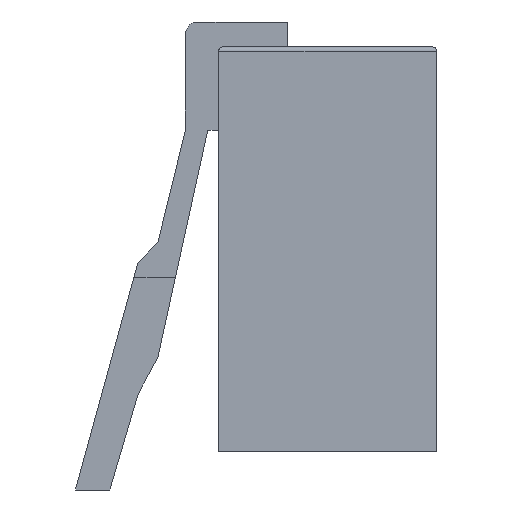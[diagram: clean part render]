
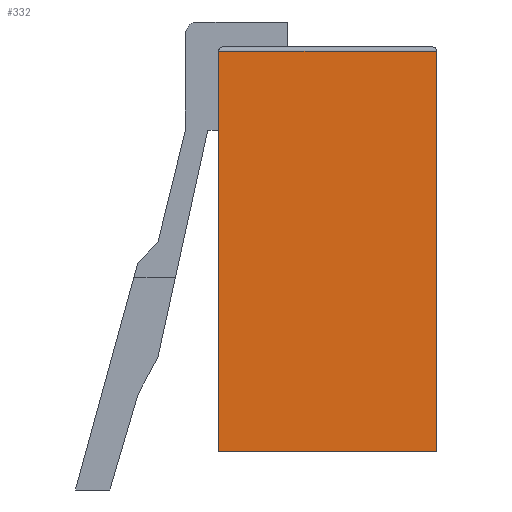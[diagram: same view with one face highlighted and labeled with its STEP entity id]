
A CAD part, left-side view. The second image highlights one B-rep face of the part: STEP entity #332.
In plain terms, the highlighted planar face has unit normal (-1, 0, 0).
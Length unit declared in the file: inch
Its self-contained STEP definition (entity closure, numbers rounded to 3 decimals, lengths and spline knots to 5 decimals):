
#69 = EDGE_LOOP ( 'NONE', ( #299, #321, #4432, #4431 ) ) ;
#299 = ORIENTED_EDGE ( 'NONE', *, *, #3933, .F. ) ;
#320 = EDGE_CURVE ( 'NONE', #3950, #2483, #3780, .T. ) ;
#321 = ORIENTED_EDGE ( 'NONE', *, *, #320, .T. ) ;
#332 = ADVANCED_FACE ( 'NONE', ( #3793 ), #3792, .F. ) ;
#2483 = VERTEX_POINT ( 'NONE', #2713 ) ;
#2488 = VERTEX_POINT ( 'NONE', #2656 ) ;
#2492 = EDGE_CURVE ( 'NONE', #2483, #2488, #2655, .T. ) ;
#2652 = DIRECTION ( 'NONE',  ( 0., 0., -1. ) ) ;
#2653 = VECTOR ( 'NONE', #2652, 39.37008 ) ;
#2654 = CARTESIAN_POINT ( 'NONE',  ( -0.1895, 0.131, 0.243 ) ) ;
#2655 = LINE ( 'NONE', #2654, #2653 ) ;
#2656 = CARTESIAN_POINT ( 'NONE',  ( -0.1895, 0.131, -0.243 ) ) ;
#2713 = CARTESIAN_POINT ( 'NONE',  ( -0.1895, 0.131, 0.238 ) ) ;
#2984 = DIRECTION ( 'NONE',  ( 0., -1., 0. ) ) ;
#2985 = VECTOR ( 'NONE', #2984, 39.37008 ) ;
#2986 = CARTESIAN_POINT ( 'NONE',  ( -0.1895, 0.131, -0.243 ) ) ;
#2987 = LINE ( 'NONE', #2986, #2985 ) ;
#3255 = EDGE_CURVE ( 'NONE', #2488, #3995, #2987, .T. ) ;
#3468 = DIRECTION ( 'NONE',  ( 0., 0., -1. ) ) ;
#3469 = VECTOR ( 'NONE', #3468, 39.37008 ) ;
#3470 = CARTESIAN_POINT ( 'NONE',  ( -0.1895, -0.131, 0.243 ) ) ;
#3471 = LINE ( 'NONE', #3470, #3469 ) ;
#3485 = CARTESIAN_POINT ( 'NONE',  ( -0.1895, -0.131, -0.243 ) ) ;
#3493 = CARTESIAN_POINT ( 'NONE',  ( -0.1895, -0.131, 0.238 ) ) ;
#3780 = LINE ( 'NONE', #3806, #3805 ) ;
#3792 = PLANE ( 'NONE',  #3798 ) ;
#3793 = FACE_OUTER_BOUND ( 'NONE', #69, .T. ) ;
#3797 = CARTESIAN_POINT ( 'NONE',  ( -0.1895, 0.131, 0.243 ) ) ;
#3798 = AXIS2_PLACEMENT_3D ( 'NONE', #3797, #3803, #3802 ) ;
#3802 = DIRECTION ( 'NONE',  ( 0., 1., 0. ) ) ;
#3803 = DIRECTION ( 'NONE',  ( 1., 0., 0. ) ) ;
#3804 = DIRECTION ( 'NONE',  ( 0., 1., 0. ) ) ;
#3805 = VECTOR ( 'NONE', #3804, 39.37008 ) ;
#3806 = CARTESIAN_POINT ( 'NONE',  ( -0.1895, 0.131, 0.238 ) ) ;
#3933 = EDGE_CURVE ( 'NONE', #3950, #3995, #3471, .T. ) ;
#3950 = VERTEX_POINT ( 'NONE', #3493 ) ;
#3995 = VERTEX_POINT ( 'NONE', #3485 ) ;
#4431 = ORIENTED_EDGE ( 'NONE', *, *, #3255, .T. ) ;
#4432 = ORIENTED_EDGE ( 'NONE', *, *, #2492, .T. ) ;
